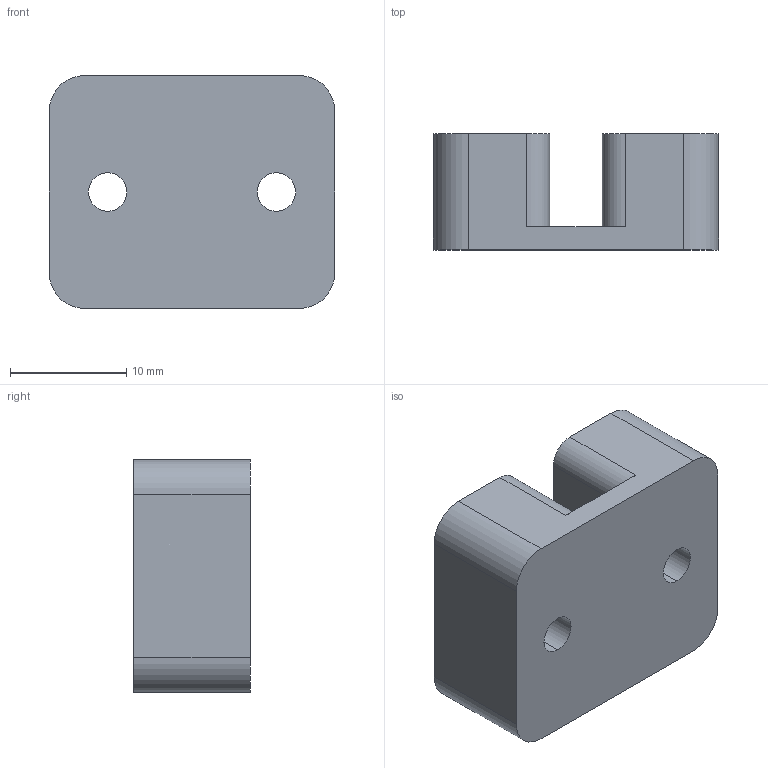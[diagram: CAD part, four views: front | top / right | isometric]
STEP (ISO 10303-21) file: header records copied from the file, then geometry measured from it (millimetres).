
FILE_DESCRIPTION (( 'STEP AP214' ), '1' );
FILE_NAME ('plexi_holder.STEP', '2022-05-25T17:31:26', ( '' ), ( '' ), 'SwSTEP 2.0', 'SolidWorks 2021', '' );
FILE_SCHEMA (( 'AUTOMOTIVE_DESIGN' ));
Length unit declared in the file: millimetre
Products named in the file (1): plexi_holder
Bounding box: 24.5 x 10 x 20 mm (x, y, z)
Volume: 3643.7 mm3; surface area: 2323.2 mm2
Topology: 1 solids, 1 shells, 36 faces, 96 edges, 64 vertices
Faces by surface type: plane 24, cylinder 12
Entity records: 1166 total; most frequent: CARTESIAN_POINT 197, DIRECTION 194, ORIENTED_EDGE 192, EDGE_CURVE 96, LINE 72, VECTOR 72, VERTEX_POINT 64, AXIS2_PLACEMENT_3D 61
